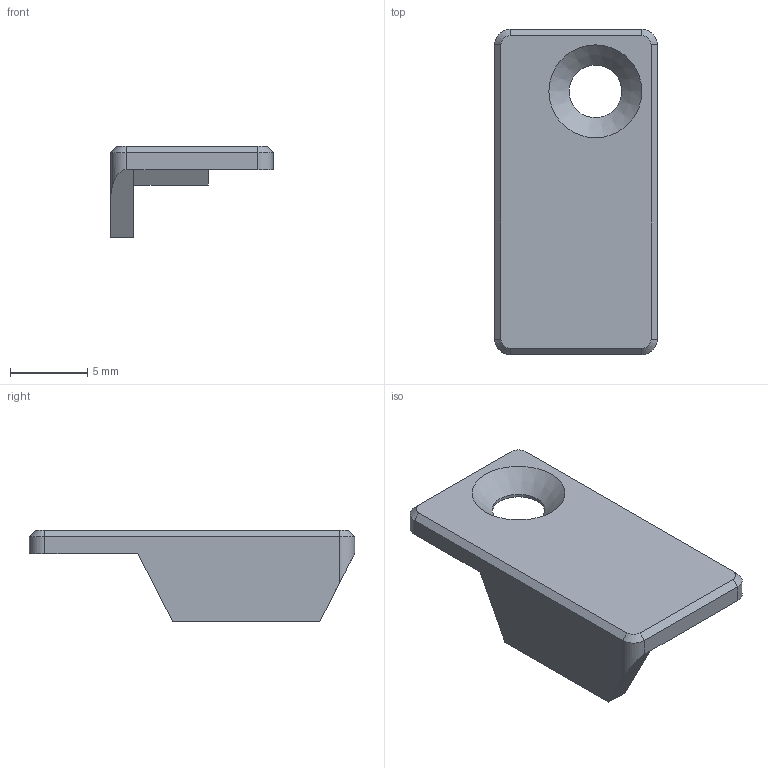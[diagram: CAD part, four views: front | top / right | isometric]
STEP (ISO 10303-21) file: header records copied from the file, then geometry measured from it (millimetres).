
FILE_DESCRIPTION (( 'STEP AP203' ), '1' );
FILE_NAME ('LGX-GearCover-r00b - Defaut.STEP', '2022-10-26T21:53:10', ( '' ), ( '' ), 'SwSTEP 2.0', 'SolidWorks 2022', '' );
FILE_SCHEMA (( 'CONFIG_CONTROL_DESIGN' ));
Length unit declared in the file: millimetre
Products named in the file (1): LGX-GearCover-r00b - Defaut
Bounding box: 10.5 x 21 x 5.9 mm (x, y, z)
Volume: 429.9 mm3; surface area: 625.8 mm2
Topology: 1 solids, 1 shells, 28 faces, 69 edges, 43 vertices
Faces by surface type: plane 18, cylinder 5, cone 5
Full cylindrical faces by diameter (mm): 3.4 x1
Entity records: 877 total; most frequent: CARTESIAN_POINT 140, DIRECTION 137, ORIENTED_EDGE 132, EDGE_CURVE 66, VECTOR 51, LINE 51, AXIS2_PLACEMENT_3D 43, VERTEX_POINT 42
